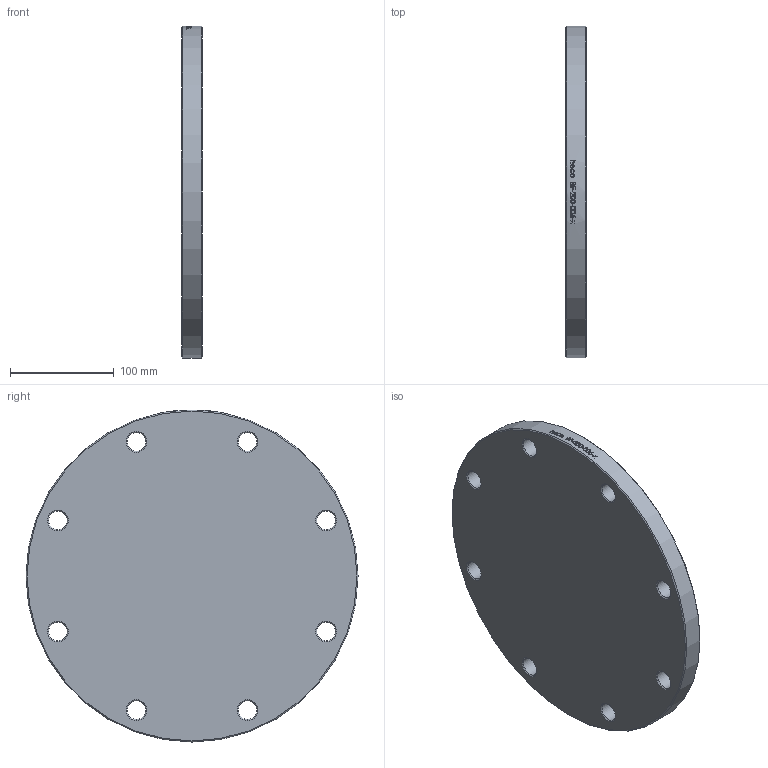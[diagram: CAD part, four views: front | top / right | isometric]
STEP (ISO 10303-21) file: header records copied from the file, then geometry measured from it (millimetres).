
FILE_DESCRIPTION (( 'STEP AP214' ), '1' );
FILE_NAME ('BF-200-006-x Blindflansch PN6 DIN2527 EN1092 2103.STEP', '2021-03-03T11:48:11', ( '' ), ( '' ), 'SwSTEP 2.0', 'SolidWorks 2019', '' );
FILE_SCHEMA (( 'AUTOMOTIVE_DESIGN' ));
Length unit declared in the file: millimetre
Products named in the file (1): BF-200-006-x Blindflansch PN6 DIN2527 EN1092 2103
Bounding box: 20 x 320 x 320 mm (x, y, z)
Volume: 1564751.1 mm3; surface area: 184213.5 mm2
Topology: 1 solids, 1 shells, 54 faces, 232 edges, 205 vertices
Faces by surface type: cylinder 34, cone 18, plane 2
Full cylindrical faces by diameter (mm): 18 x8, 320 x1
Entity records: 6132 total; most frequent: CARTESIAN_POINT 4186, ORIENTED_EDGE 392, DIRECTION 260, VERTEX_POINT 196, EDGE_CURVE 196, EDGE_LOOP 122, AXIS2_PLACEMENT_3D 120, B_SPLINE_CURVE_WITH_KNOTS 111
